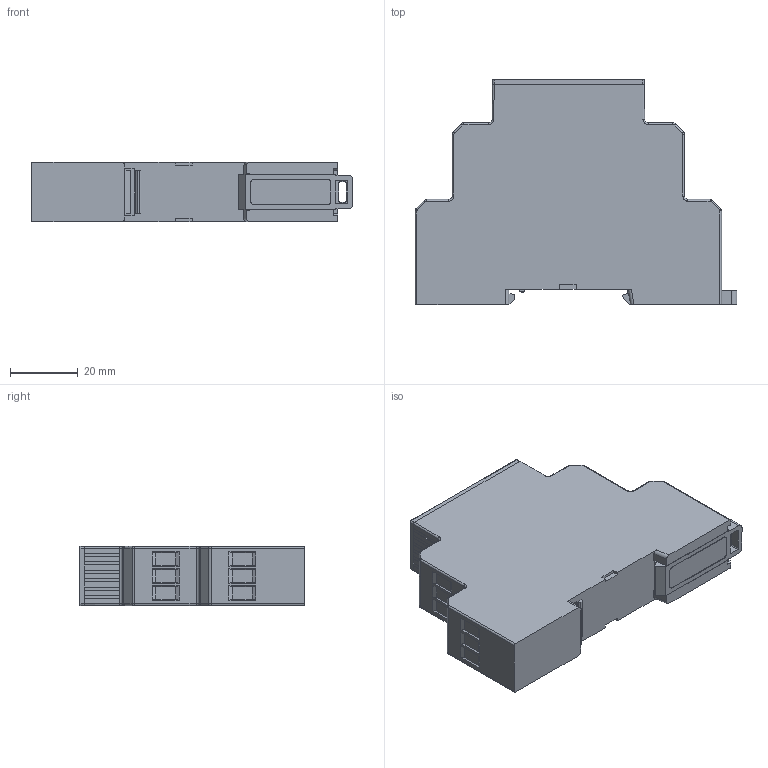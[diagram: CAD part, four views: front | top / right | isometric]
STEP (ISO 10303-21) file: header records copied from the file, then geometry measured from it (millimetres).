
FILE_DESCRIPTION (( 'STEP AP214' ), '1' );
FILE_NAME ('ETOR_4.STEP', '2022-10-10T06:38:44', ( '' ), ( '' ), 'SwSTEP 2.0', 'SolidWorks 2021', '' );
FILE_SCHEMA (( 'AUTOMOTIVE_DESIGN' ));
Length unit declared in the file: millimetre
Products named in the file (1): ETOR_4
Bounding box: 94.9 x 66.6 x 17.5 mm (x, y, z)
Volume: 82814.5 mm3; surface area: 15825.3 mm2
Topology: 1 solids, 1 shells, 502 faces, 1276 edges, 822 vertices
Faces by surface type: plane 342, cylinder 128, torus 28, cone 4
Entity records: 20089 total; most frequent: CARTESIAN_POINT 2631, DIRECTION 2560, ORIENTED_EDGE 2552, EDGE_CURVE 1276, LINE 978, VECTOR 978, VERTEX_POINT 822, AXIS2_PLACEMENT_3D 791
